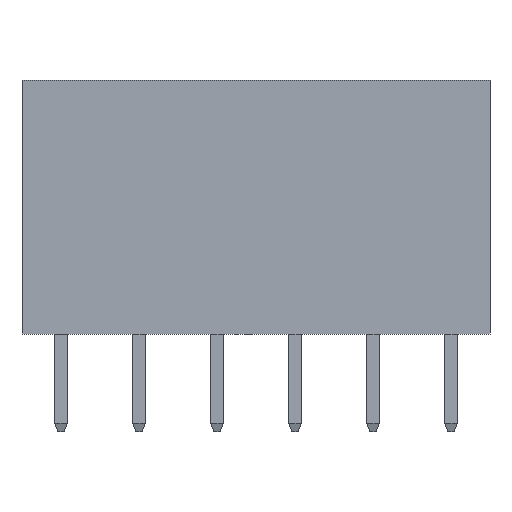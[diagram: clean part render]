
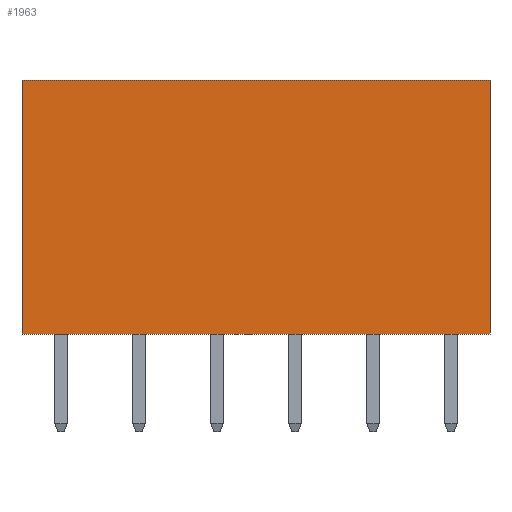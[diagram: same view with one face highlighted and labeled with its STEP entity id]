
A CAD part, front view. The second image highlights one B-rep face of the part: STEP entity #1963.
In plain terms, the highlighted planar face has unit normal (0, -1, 0).
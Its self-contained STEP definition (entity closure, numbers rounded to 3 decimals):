
#136=FACE_OUTER_BOUND('',#262,.T.);
#262=EDGE_LOOP('',(#1662,#1663,#1664,#1665));
#509=LINE('',#3066,#761);
#511=LINE('',#3072,#763);
#514=LINE('',#3077,#766);
#515=LINE('',#3078,#767);
#761=VECTOR('',#2546,1.);
#763=VECTOR('',#2550,1.);
#766=VECTOR('',#2555,1.);
#767=VECTOR('',#2556,1.);
#914=VERTEX_POINT('',#3059);
#917=VERTEX_POINT('',#3064);
#919=VERTEX_POINT('',#3069);
#920=VERTEX_POINT('',#3071);
#1165=EDGE_CURVE('',#917,#914,#509,.T.);
#1167=EDGE_CURVE('',#919,#920,#511,.T.);
#1170=EDGE_CURVE('',#917,#920,#514,.T.);
#1171=EDGE_CURVE('',#914,#919,#515,.T.);
#1662=ORIENTED_EDGE('',*,*,#1170,.T.);
#1663=ORIENTED_EDGE('',*,*,#1167,.F.);
#1664=ORIENTED_EDGE('',*,*,#1171,.F.);
#1665=ORIENTED_EDGE('',*,*,#1165,.F.);
#1788=PLANE('',#2079);
#1963=ADVANCED_FACE('',(#136),#1788,.F.);
#2079=AXIS2_PLACEMENT_3D('',#3076,#2553,#2554);
#2546=DIRECTION('',(1.,0.,0.));
#2550=DIRECTION('',(-1.,0.,0.));
#2553=DIRECTION('center_axis',(0.,1.,0.));
#2554=DIRECTION('ref_axis',(0.,0.,1.));
#2555=DIRECTION('',(0.,0.,-1.));
#2556=DIRECTION('',(0.,0.,-1.));
#3059=CARTESIAN_POINT('',(13.97,-1.27,8.26));
#3064=CARTESIAN_POINT('',(-1.27,-1.27,8.26));
#3066=CARTESIAN_POINT('',(6.35,-1.27,8.26));
#3069=CARTESIAN_POINT('',(13.97,-1.27,0.));
#3071=CARTESIAN_POINT('',(-1.27,-1.27,0.));
#3072=CARTESIAN_POINT('',(6.35,-1.27,0.));
#3076=CARTESIAN_POINT('Origin',(6.35,-1.27,4.13));
#3077=CARTESIAN_POINT('',(-1.27,-1.27,4.13));
#3078=CARTESIAN_POINT('',(13.97,-1.27,4.13));
